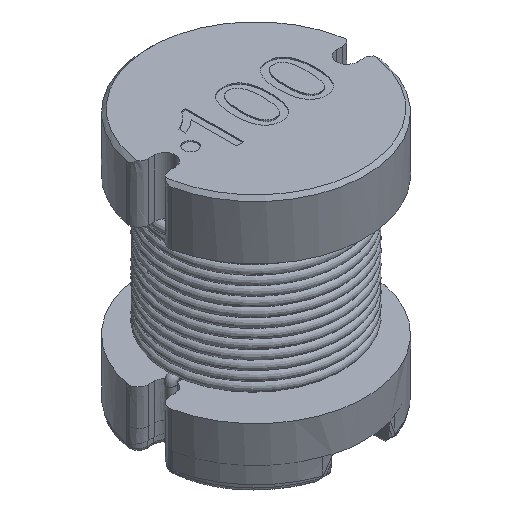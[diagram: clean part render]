
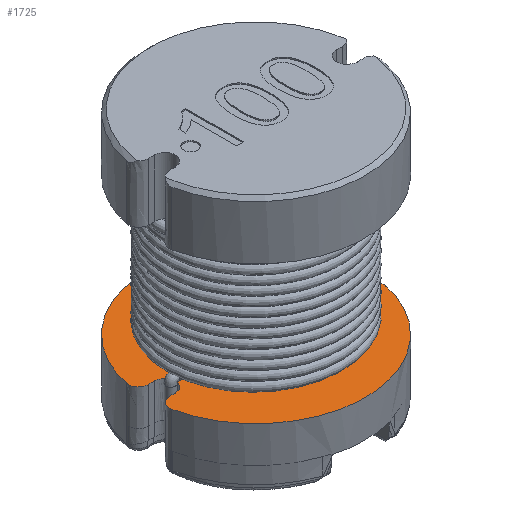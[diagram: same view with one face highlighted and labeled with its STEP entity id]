
A CAD part, isometric view. The second image highlights one B-rep face of the part: STEP entity #1725.
In plain terms, the highlighted free-form (B-spline) face has degree [1, 1] with [2, 2] control points.
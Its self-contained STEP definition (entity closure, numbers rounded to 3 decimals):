
#41=CARTESIAN_POINT('',(2.75,0.,-8.5));
#42=VERTEX_POINT('',#41);
#48=CARTESIAN_POINT('',(2.75,0.,-8.5));
#49=CARTESIAN_POINT('',(2.75,2.75,-8.5));
#50=CARTESIAN_POINT('',(0.,2.75,-8.5));
#51=CARTESIAN_POINT('',(-2.75,2.75,-8.5));
#52=CARTESIAN_POINT('',(-2.75,0.,-8.5));
#53=CARTESIAN_POINT('',(-2.75,-2.75,-8.5));
#54=CARTESIAN_POINT('',(0.,-2.75,-8.5));
#55=CARTESIAN_POINT('',(2.75,-2.75,-8.5));
#56=CARTESIAN_POINT('',(2.75,0.,-8.5));
#57=(BOUNDED_CURVE()B_SPLINE_CURVE(2,(#48,#49,#50,#51,#52,#53,#54,#55,#56),.CIRCULAR_ARC.,.T.,.U.)B_SPLINE_CURVE_WITH_KNOTS((3,2,2,2,3),(0.,0.25,0.5,0.75,1.),.UNSPECIFIED.)CURVE()GEOMETRIC_REPRESENTATION_ITEM()RATIONAL_B_SPLINE_CURVE((1.,0.707,1.,0.707,1.,0.707,1.,0.707,1.))REPRESENTATION_ITEM(''));
#58=EDGE_CURVE('',#42,#42,#57,.T.);
#1013=CARTESIAN_POINT('',(4.645,-0.994,-8.5));
#1014=VERTEX_POINT('',#1013);
#1020=CARTESIAN_POINT('',(-4.645,-0.994,-8.5));
#1021=VERTEX_POINT('',#1020);
#1022=CARTESIAN_POINT('',(-4.645,-0.994,-8.5));
#1023=CARTESIAN_POINT('',(-3.841,-4.75,-8.5));
#1024=CARTESIAN_POINT('',(0.,-4.75,-8.5));
#1025=CARTESIAN_POINT('',(3.841,-4.75,-8.5));
#1026=CARTESIAN_POINT('',(4.645,-0.994,-8.5));
#1027=(BOUNDED_CURVE()B_SPLINE_CURVE(2,(#1022,#1023,#1024,#1025,#1026),.CIRCULAR_ARC.,.F.,.U.)B_SPLINE_CURVE_WITH_KNOTS((3,2,3),(0.536,0.75,0.964),.UNSPECIFIED.)CURVE()GEOMETRIC_REPRESENTATION_ITEM()RATIONAL_B_SPLINE_CURVE((0.928,0.749,1.,0.749,0.928))REPRESENTATION_ITEM(''));
#1028=EDGE_CURVE('',#1021,#1014,#1027,.T.);
#1515=CARTESIAN_POINT('',(-4.645,0.994,-8.5));
#1516=VERTEX_POINT('',#1515);
#1522=CARTESIAN_POINT('',(4.645,0.994,-8.5));
#1523=VERTEX_POINT('',#1522);
#1524=CARTESIAN_POINT('',(4.645,0.994,-8.5));
#1525=CARTESIAN_POINT('',(3.841,4.75,-8.5));
#1526=CARTESIAN_POINT('',(0.,4.75,-8.5));
#1527=CARTESIAN_POINT('',(-3.841,4.75,-8.5));
#1528=CARTESIAN_POINT('',(-4.645,0.994,-8.5));
#1529=(BOUNDED_CURVE()B_SPLINE_CURVE(2,(#1524,#1525,#1526,#1527,#1528),.CIRCULAR_ARC.,.F.,.U.)B_SPLINE_CURVE_WITH_KNOTS((3,2,3),(0.036,0.25,0.464),.UNSPECIFIED.)CURVE()GEOMETRIC_REPRESENTATION_ITEM()RATIONAL_B_SPLINE_CURVE((0.928,0.749,1.,0.749,0.928))REPRESENTATION_ITEM(''));
#1530=EDGE_CURVE('',#1523,#1516,#1529,.T.);
#1633=CARTESIAN_POINT('',(-14.25,-14.25,-8.5));
#1634=CARTESIAN_POINT('',(-14.25,14.25,-8.5));
#1635=CARTESIAN_POINT('',(14.25,-14.25,-8.5));
#1636=CARTESIAN_POINT('',(14.25,14.25,-8.5));
#1637=B_SPLINE_SURFACE_WITH_KNOTS('',1,1,((#1633,#1634),(#1635,#1636)),.PLANE_SURF.,.F.,.F.,.U.,(2,2),(2,2),(-1.,2.),(-1.,2.),.UNSPECIFIED.);
#1638=CARTESIAN_POINT('',(-4.205,-0.45,-8.5));
#1639=VERTEX_POINT('',#1638);
#1640=CARTESIAN_POINT('',(-4.205,-0.45,-8.5));
#1641=CARTESIAN_POINT('',(-4.42,-0.45,-8.5));
#1642=CARTESIAN_POINT('',(-4.69,-0.784,-8.5));
#1643=CARTESIAN_POINT('',(-4.645,-0.994,-8.5));
#1644=(BOUNDED_CURVE()B_SPLINE_CURVE(2,(#1640,#1641,#1642,#1643),.UNSPECIFIED.,.F.,.U.)B_SPLINE_CURVE_WITH_KNOTS((3,1,3),(0.,0.5,1.),.UNSPECIFIED.)CURVE()GEOMETRIC_REPRESENTATION_ITEM()RATIONAL_B_SPLINE_CURVE((1.,0.814,0.814,1.))REPRESENTATION_ITEM(''));
#1645=EDGE_CURVE('',#1639,#1021,#1644,.T.);
#1646=ORIENTED_EDGE('',*,*,#1645,.T.);
#1647=ORIENTED_EDGE('',*,*,#1028,.T.);
#1648=CARTESIAN_POINT('',(4.205,-0.45,-8.5));
#1649=VERTEX_POINT('',#1648);
#1650=CARTESIAN_POINT('',(4.205,-0.45,-8.5));
#1651=CARTESIAN_POINT('',(4.42,-0.45,-8.5));
#1652=CARTESIAN_POINT('',(4.69,-0.784,-8.5));
#1653=CARTESIAN_POINT('',(4.645,-0.994,-8.5));
#1654=(BOUNDED_CURVE()B_SPLINE_CURVE(2,(#1650,#1651,#1652,#1653),.UNSPECIFIED.,.F.,.U.)B_SPLINE_CURVE_WITH_KNOTS((3,1,3),(0.,0.5,1.),.UNSPECIFIED.)CURVE()GEOMETRIC_REPRESENTATION_ITEM()RATIONAL_B_SPLINE_CURVE((1.,0.814,0.814,1.))REPRESENTATION_ITEM(''));
#1655=EDGE_CURVE('',#1649,#1014,#1654,.T.);
#1656=ORIENTED_EDGE('',*,*,#1655,.F.);
#1657=CARTESIAN_POINT('',(3.95,-0.45,-8.5));
#1658=VERTEX_POINT('',#1657);
#1659=CARTESIAN_POINT('',(3.95,-0.45,-8.5));
#1660=CARTESIAN_POINT('',(4.205,-0.45,-8.5));
#1661=B_SPLINE_CURVE_WITH_KNOTS('',1,(#1659,#1660),.POLYLINE_FORM.,.F.,.U.,(2,2),(0.768,0.779),.UNSPECIFIED.);
#1662=EDGE_CURVE('',#1658,#1649,#1661,.T.);
#1663=ORIENTED_EDGE('',*,*,#1662,.F.);
#1664=CARTESIAN_POINT('',(3.95,0.45,-8.5));
#1665=VERTEX_POINT('',#1664);
#1666=CARTESIAN_POINT('',(3.95,0.45,-8.5));
#1667=CARTESIAN_POINT('',(3.5,0.45,-8.5));
#1668=CARTESIAN_POINT('',(3.5,0.,-8.5));
#1669=CARTESIAN_POINT('',(3.5,-0.45,-8.5));
#1670=CARTESIAN_POINT('',(3.95,-0.45,-8.5));
#1671=(BOUNDED_CURVE()B_SPLINE_CURVE(2,(#1666,#1667,#1668,#1669,#1670),.CIRCULAR_ARC.,.F.,.U.)B_SPLINE_CURVE_WITH_KNOTS((3,2,3),(0.,0.5,1.),.UNSPECIFIED.)CURVE()GEOMETRIC_REPRESENTATION_ITEM()RATIONAL_B_SPLINE_CURVE((1.,0.707,1.,0.707,1.))REPRESENTATION_ITEM(''));
#1672=EDGE_CURVE('',#1665,#1658,#1671,.T.);
#1673=ORIENTED_EDGE('',*,*,#1672,.F.);
#1674=CARTESIAN_POINT('',(4.205,0.45,-8.5));
#1675=VERTEX_POINT('',#1674);
#1676=CARTESIAN_POINT('',(4.205,0.45,-8.5));
#1677=CARTESIAN_POINT('',(3.95,0.45,-8.5));
#1678=B_SPLINE_CURVE_WITH_KNOTS('',1,(#1676,#1677),.POLYLINE_FORM.,.F.,.U.,(2,2),(0.221,0.232),.UNSPECIFIED.);
#1679=EDGE_CURVE('',#1675,#1665,#1678,.T.);
#1680=ORIENTED_EDGE('',*,*,#1679,.F.);
#1681=CARTESIAN_POINT('',(4.205,0.45,-8.5));
#1682=CARTESIAN_POINT('',(4.42,0.45,-8.5));
#1683=CARTESIAN_POINT('',(4.69,0.784,-8.5));
#1684=CARTESIAN_POINT('',(4.645,0.994,-8.5));
#1685=(BOUNDED_CURVE()B_SPLINE_CURVE(2,(#1681,#1682,#1683,#1684),.UNSPECIFIED.,.F.,.U.)B_SPLINE_CURVE_WITH_KNOTS((3,1,3),(0.,0.5,1.),.UNSPECIFIED.)CURVE()GEOMETRIC_REPRESENTATION_ITEM()RATIONAL_B_SPLINE_CURVE((1.,0.814,0.814,1.))REPRESENTATION_ITEM(''));
#1686=EDGE_CURVE('',#1675,#1523,#1685,.T.);
#1687=ORIENTED_EDGE('',*,*,#1686,.T.);
#1688=ORIENTED_EDGE('',*,*,#1530,.T.);
#1689=CARTESIAN_POINT('',(-4.205,0.45,-8.5));
#1690=VERTEX_POINT('',#1689);
#1691=CARTESIAN_POINT('',(-4.205,0.45,-8.5));
#1692=CARTESIAN_POINT('',(-4.42,0.45,-8.5));
#1693=CARTESIAN_POINT('',(-4.69,0.784,-8.5));
#1694=CARTESIAN_POINT('',(-4.645,0.994,-8.5));
#1695=(BOUNDED_CURVE()B_SPLINE_CURVE(2,(#1691,#1692,#1693,#1694),.UNSPECIFIED.,.F.,.U.)B_SPLINE_CURVE_WITH_KNOTS((3,1,3),(0.,0.5,1.),.UNSPECIFIED.)CURVE()GEOMETRIC_REPRESENTATION_ITEM()RATIONAL_B_SPLINE_CURVE((1.,0.814,0.814,1.))REPRESENTATION_ITEM(''));
#1696=EDGE_CURVE('',#1690,#1516,#1695,.T.);
#1697=ORIENTED_EDGE('',*,*,#1696,.F.);
#1698=CARTESIAN_POINT('',(-3.95,0.45,-8.5));
#1699=VERTEX_POINT('',#1698);
#1700=CARTESIAN_POINT('',(-3.95,0.45,-8.5));
#1701=CARTESIAN_POINT('',(-4.205,0.45,-8.5));
#1702=B_SPLINE_CURVE_WITH_KNOTS('',1,(#1700,#1701),.POLYLINE_FORM.,.F.,.U.,(2,2),(0.567,0.577),.UNSPECIFIED.);
#1703=EDGE_CURVE('',#1699,#1690,#1702,.T.);
#1704=ORIENTED_EDGE('',*,*,#1703,.F.);
#1705=CARTESIAN_POINT('',(-3.95,-0.45,-8.5));
#1706=VERTEX_POINT('',#1705);
#1707=CARTESIAN_POINT('',(-3.95,-0.45,-8.5));
#1708=CARTESIAN_POINT('',(-3.5,-0.45,-8.5));
#1709=CARTESIAN_POINT('',(-3.5,0.,-8.5));
#1710=CARTESIAN_POINT('',(-3.5,0.45,-8.5));
#1711=CARTESIAN_POINT('',(-3.95,0.45,-8.5));
#1712=(BOUNDED_CURVE()B_SPLINE_CURVE(2,(#1707,#1708,#1709,#1710,#1711),.CIRCULAR_ARC.,.F.,.U.)B_SPLINE_CURVE_WITH_KNOTS((3,2,3),(0.,0.5,1.),.UNSPECIFIED.)CURVE()GEOMETRIC_REPRESENTATION_ITEM()RATIONAL_B_SPLINE_CURVE((1.,0.707,1.,0.707,1.))REPRESENTATION_ITEM(''));
#1713=EDGE_CURVE('',#1706,#1699,#1712,.T.);
#1714=ORIENTED_EDGE('',*,*,#1713,.F.);
#1715=CARTESIAN_POINT('',(-4.205,-0.45,-8.5));
#1716=CARTESIAN_POINT('',(-3.95,-0.45,-8.5));
#1717=B_SPLINE_CURVE_WITH_KNOTS('',1,(#1715,#1716),.POLYLINE_FORM.,.F.,.U.,(2,2),(0.423,0.433),.UNSPECIFIED.);
#1718=EDGE_CURVE('',#1639,#1706,#1717,.T.);
#1719=ORIENTED_EDGE('',*,*,#1718,.F.);
#1720=EDGE_LOOP('',(#1646,#1647,#1656,#1663,#1673,#1680,#1687,#1688,#1697,#1704,#1714,#1719));
#1721=FACE_OUTER_BOUND('',#1720,.T.);
#1722=ORIENTED_EDGE('',*,*,#58,.F.);
#1723=EDGE_LOOP('',(#1722));
#1724=FACE_BOUND('',#1723,.T.);
#1725=ADVANCED_FACE('',(#1721,#1724),#1637,.T.);
